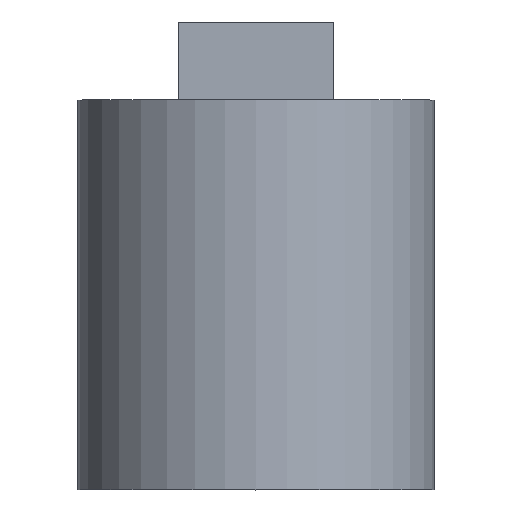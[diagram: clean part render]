
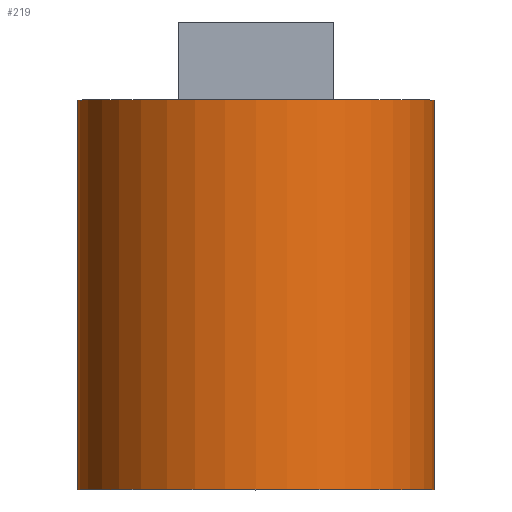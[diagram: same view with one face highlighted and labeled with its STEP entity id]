
A CAD part, top view. The second image highlights one B-rep face of the part: STEP entity #219.
In plain terms, the highlighted cylindrical face has radius 9.152 mm (diameter 18.305 mm), a full revolution.
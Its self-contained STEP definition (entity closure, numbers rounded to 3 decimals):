
#17=CIRCLE('',#247,9.153);
#18=CIRCLE('',#248,9.153);
#19=CYLINDRICAL_SURFACE('',#246,9.153);
#30=FACE_OUTER_BOUND('',#43,.T.);
#43=EDGE_LOOP('',(#183,#184,#185,#186));
#72=LINE('',#363,#97);
#97=VECTOR('',#301,9.153);
#114=VERTEX_POINT('',#360);
#115=VERTEX_POINT('',#362);
#140=EDGE_CURVE('',#114,#114,#17,.T.);
#141=EDGE_CURVE('',#114,#115,#72,.T.);
#142=EDGE_CURVE('',#115,#115,#18,.T.);
#183=ORIENTED_EDGE('',*,*,#140,.F.);
#184=ORIENTED_EDGE('',*,*,#141,.T.);
#185=ORIENTED_EDGE('',*,*,#142,.T.);
#186=ORIENTED_EDGE('',*,*,#141,.F.);
#219=ADVANCED_FACE('',(#30),#19,.T.);
#246=AXIS2_PLACEMENT_3D('',#359,#297,#298);
#247=AXIS2_PLACEMENT_3D('',#361,#299,#300);
#248=AXIS2_PLACEMENT_3D('',#364,#302,#303);
#297=DIRECTION('center_axis',(0.,-1.,0.));
#298=DIRECTION('ref_axis',(1.,0.,0.));
#299=DIRECTION('center_axis',(0.,-1.,0.));
#300=DIRECTION('ref_axis',(1.,0.,0.));
#301=DIRECTION('',(0.,1.,0.));
#302=DIRECTION('center_axis',(0.,-1.,0.));
#303=DIRECTION('ref_axis',(1.,0.,0.));
#359=CARTESIAN_POINT('Origin',(-19.153,-49.831,0.));
#360=CARTESIAN_POINT('',(-28.305,-69.831,0.));
#361=CARTESIAN_POINT('Origin',(-19.153,-69.831,0.));
#362=CARTESIAN_POINT('',(-28.305,-49.831,0.));
#363=CARTESIAN_POINT('',(-28.305,-49.831,0.));
#364=CARTESIAN_POINT('Origin',(-19.153,-49.831,0.));
